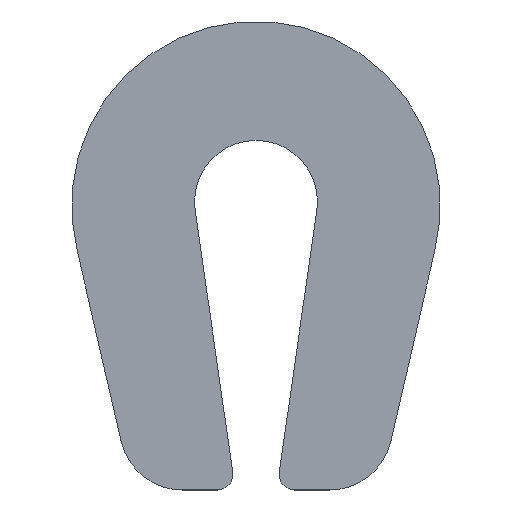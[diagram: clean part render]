
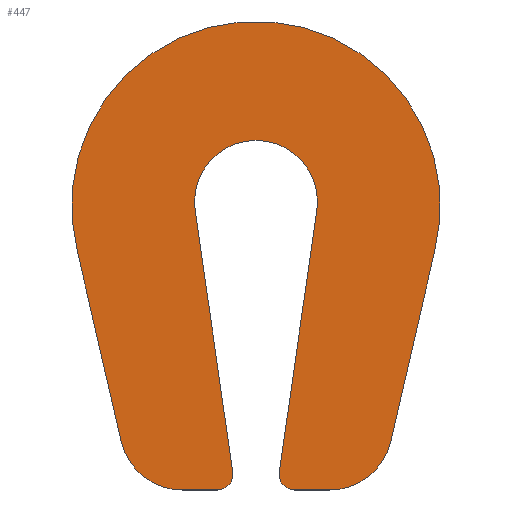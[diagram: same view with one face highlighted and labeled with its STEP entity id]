
A CAD part, front view. The second image highlights one B-rep face of the part: STEP entity #447.
In plain terms, the highlighted planar face has unit normal (0, -1, 0).
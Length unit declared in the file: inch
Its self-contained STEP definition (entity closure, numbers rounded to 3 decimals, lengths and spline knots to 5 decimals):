
#34=CARTESIAN_POINT('',(-0.08773,0.,-0.15323));
#35=VERTEX_POINT('',#34);
#42=CARTESIAN_POINT('',(-0.11633,0.,-0.02944));
#43=VERTEX_POINT('',#42);
#44=CARTESIAN_POINT('',(-0.11746,0.,-0.02458));
#45=DIRECTION('',(0.225,0.,-0.974));
#46=VECTOR('',#45,1.);
#47=LINE('',#44,#46);
#48=EDGE_CURVE('',#43,#35,#47,.T.);
#73=CARTESIAN_POINT('',(-0.04778,0.,-0.185));
#74=VERTEX_POINT('',#73);
#81=CARTESIAN_POINT('',(-0.04778,0.,-0.144));
#82=DIRECTION('',(0.,-1.,0.));
#83=DIRECTION('',(1.,0.,0.));
#84=AXIS2_PLACEMENT_3D('',#81,#82,#83);
#85=CIRCLE('',#84,0.041);
#86=EDGE_CURVE('',#35,#74,#85,.T.);
#105=CARTESIAN_POINT('',(-0.025,0.,-0.185));
#106=VERTEX_POINT('',#105);
#113=CARTESIAN_POINT('',(-0.04778,0.,-0.185));
#114=DIRECTION('',(1.,0.,0.));
#115=VECTOR('',#114,1.);
#116=LINE('',#113,#115);
#117=EDGE_CURVE('',#74,#106,#116,.T.);
#137=CARTESIAN_POINT('',(-0.0151,0.,-0.17358));
#138=VERTEX_POINT('',#137);
#145=CARTESIAN_POINT('',(-0.025,0.,-0.175));
#146=DIRECTION('',(0.,-1.,0.));
#147=DIRECTION('',(1.,0.,0.));
#148=AXIS2_PLACEMENT_3D('',#145,#146,#147);
#149=CIRCLE('',#148,0.01);
#150=EDGE_CURVE('',#106,#138,#149,.T.);
#169=CARTESIAN_POINT('',(-0.03959,0.,-0.00319));
#170=VERTEX_POINT('',#169);
#177=CARTESIAN_POINT('',(-0.03959,0.,-0.00319));
#178=DIRECTION('',(0.142,0.,-0.99));
#179=VECTOR('',#178,1.);
#180=LINE('',#177,#179);
#181=EDGE_CURVE('',#170,#138,#180,.T.);
#201=CARTESIAN_POINT('',(0.03959,0.,-0.00319));
#202=VERTEX_POINT('',#201);
#209=CARTESIAN_POINT('',(0.,0.,0.0025));
#210=DIRECTION('',(0.,-1.,0.));
#211=DIRECTION('',(1.,0.,0.));
#212=AXIS2_PLACEMENT_3D('',#209,#210,#211);
#213=CIRCLE('',#212,0.04);
#214=EDGE_CURVE('',#202,#170,#213,.T.);
#233=CARTESIAN_POINT('',(0.0151,0.,-0.17358));
#234=VERTEX_POINT('',#233);
#241=CARTESIAN_POINT('',(0.03959,0.,-0.00319));
#242=DIRECTION('',(-0.142,0.,-0.99));
#243=VECTOR('',#242,1.);
#244=LINE('',#241,#243);
#245=EDGE_CURVE('',#202,#234,#244,.T.);
#265=CARTESIAN_POINT('',(0.025,0.,-0.185));
#266=VERTEX_POINT('',#265);
#273=CARTESIAN_POINT('',(0.025,0.,-0.175));
#274=DIRECTION('',(0.,-1.,0.));
#275=DIRECTION('',(1.,0.,0.));
#276=AXIS2_PLACEMENT_3D('',#273,#274,#275);
#277=CIRCLE('',#276,0.01);
#278=EDGE_CURVE('',#234,#266,#277,.T.);
#297=CARTESIAN_POINT('',(0.04778,0.,-0.185));
#298=VERTEX_POINT('',#297);
#305=CARTESIAN_POINT('',(0.04778,0.,-0.185));
#306=DIRECTION('',(-1.,0.,0.));
#307=VECTOR('',#306,1.);
#308=LINE('',#305,#307);
#309=EDGE_CURVE('',#298,#266,#308,.T.);
#329=CARTESIAN_POINT('',(0.08773,0.,-0.15323));
#330=VERTEX_POINT('',#329);
#337=CARTESIAN_POINT('',(0.04778,0.,-0.144));
#338=DIRECTION('',(0.,1.,0.));
#339=DIRECTION('',(-1.,0.,0.));
#340=AXIS2_PLACEMENT_3D('',#337,#338,#339);
#341=CIRCLE('',#340,0.041);
#342=EDGE_CURVE('',#330,#298,#341,.T.);
#361=CARTESIAN_POINT('',(0.11633,0.,-0.02944));
#362=VERTEX_POINT('',#361);
#369=CARTESIAN_POINT('',(0.11746,0.,-0.02458));
#370=DIRECTION('',(-0.225,0.,-0.974));
#371=VECTOR('',#370,1.);
#372=LINE('',#369,#371);
#373=EDGE_CURVE('',#362,#330,#372,.T.);
#392=CARTESIAN_POINT('',(0.,0.,0.));
#393=DIRECTION('',(0.,-1.,0.));
#394=DIRECTION('',(1.,0.,0.));
#395=AXIS2_PLACEMENT_3D('',#392,#393,#394);
#396=CIRCLE('',#395,0.12);
#397=EDGE_CURVE('',#362,#43,#396,.T.);
#428=ORIENTED_EDGE('',*,*,#397,.T.);
#429=ORIENTED_EDGE('',*,*,#48,.T.);
#430=ORIENTED_EDGE('',*,*,#86,.T.);
#431=ORIENTED_EDGE('',*,*,#117,.T.);
#432=ORIENTED_EDGE('',*,*,#150,.T.);
#433=ORIENTED_EDGE('',*,*,#181,.F.);
#434=ORIENTED_EDGE('',*,*,#214,.F.);
#435=ORIENTED_EDGE('',*,*,#245,.T.);
#436=ORIENTED_EDGE('',*,*,#278,.T.);
#437=ORIENTED_EDGE('',*,*,#309,.F.);
#438=ORIENTED_EDGE('',*,*,#342,.F.);
#439=ORIENTED_EDGE('',*,*,#373,.F.);
#440=EDGE_LOOP('',(#428,#429,#430,#431,#432,#433,#434,#435,#436,#437,#438,#439));
#441=FACE_OUTER_BOUND('',#440,.T.);
#442=CARTESIAN_POINT('',(-0.04067,0.,-0.185));
#443=DIRECTION('',(0.,-1.,0.));
#444=DIRECTION('',(1.,0.,0.));
#445=AXIS2_PLACEMENT_3D('',#442,#443,#444);
#446=PLANE('',#445);
#447=ADVANCED_FACE('',(#441),#446,.T.);
